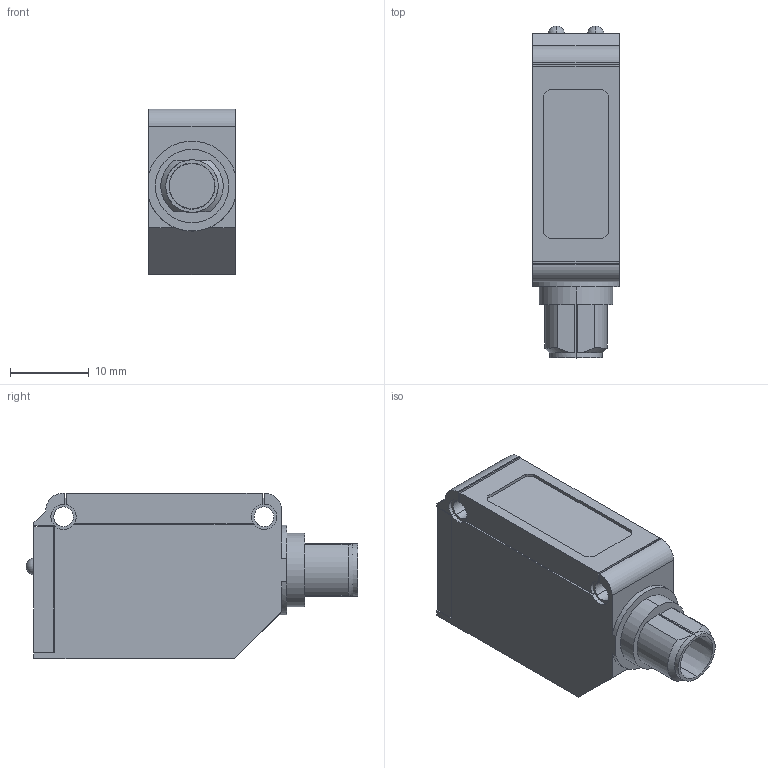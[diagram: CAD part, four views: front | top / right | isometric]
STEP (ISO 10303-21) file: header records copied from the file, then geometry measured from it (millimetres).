
FILE_DESCRIPTION(('Creo Elements/Direct Modeling STEP Export'),'2;1');
FILE_NAME('PD30-Stainless-plug-simpel.stp','2017-01-31T21:58:50',('Palle Edslev '),('EDSLEV A/S'),'Creo Elements/Direct Modeling STEP processor for AP214 (Solid Model)','Creo Elements/Direct Modeling 18.1H 24-Oct-2015 (C) Parametric Technology GmbH','');
FILE_SCHEMA(('AUTOMOTIVE_DESIGN { 1 0 10303 214 1 1 1 1 }'));
Length unit declared in the file: millimetre
Products named in the file (2): PD30-Stainless-plug-simpel
Assembly tree (1 placements, depth 2):
  PD30-Stainless-plug-simpel
    PD30-Stainless-plug-simpel
Bounding box: 11 x 42.05 x 21 mm (x, y, z)
Volume: 7057.8 mm3; surface area: 3087.1 mm2
Topology: 1 solids, 3 shells, 111 faces, 305 edges, 204 vertices
Faces by surface type: plane 65, cylinder 30, cone 8, torus 4, sphere 4
Entity records: 3406 total; most frequent: CARTESIAN_POINT 700, ORIENTED_EDGE 602, DIRECTION 503, EDGE_CURVE 301, VERTEX_POINT 204, VECTOR 181, LINE 181, AXIS2_PLACEMENT_3D 161
